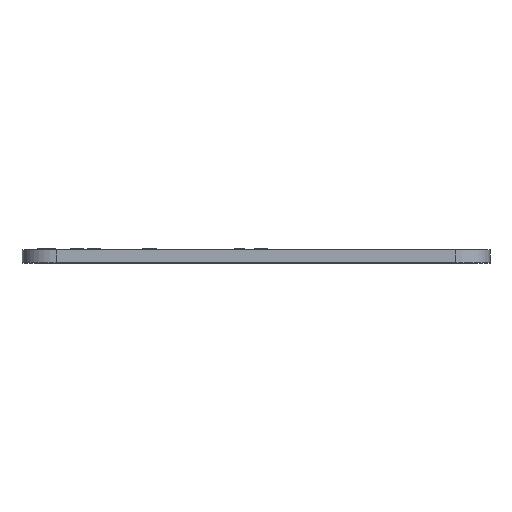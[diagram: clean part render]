
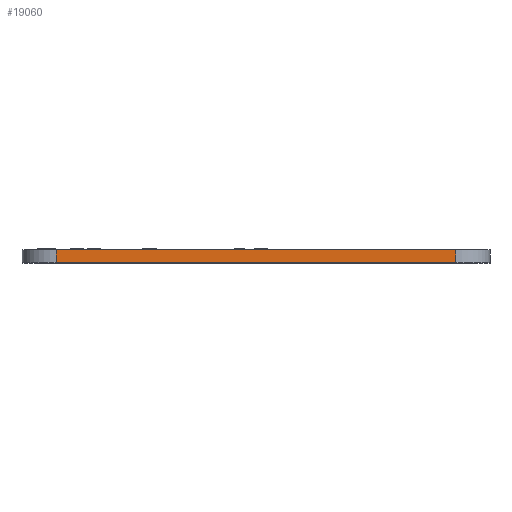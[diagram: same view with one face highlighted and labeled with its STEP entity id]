
A CAD part, left-side view. The second image highlights one B-rep face of the part: STEP entity #19060.
In plain terms, the highlighted planar face has unit normal (-1, 0, 0).
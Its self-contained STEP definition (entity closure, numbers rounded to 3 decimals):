
#18101 = VERTEX_POINT('',#18102);
#18102 = CARTESIAN_POINT('',(90.,-83.99,0.));
#18109 = EDGE_CURVE('',#18110,#18101,#18112,.T.);
#18110 = VERTEX_POINT('',#18111);
#18111 = CARTESIAN_POINT('',(90.,-130.62,0.));
#18112 = LINE('',#18113,#18114);
#18113 = CARTESIAN_POINT('',(90.,-130.62,0.));
#18114 = VECTOR('',#18115,1.);
#18115 = DIRECTION('',(0.,1.,0.));
#18567 = VERTEX_POINT('',#18568);
#18568 = CARTESIAN_POINT('',(90.,-83.99,1.51));
#18575 = EDGE_CURVE('',#18576,#18567,#18578,.T.);
#18576 = VERTEX_POINT('',#18577);
#18577 = CARTESIAN_POINT('',(90.,-130.62,1.51));
#18578 = LINE('',#18579,#18580);
#18579 = CARTESIAN_POINT('',(90.,-130.62,1.51));
#18580 = VECTOR('',#18581,1.);
#18581 = DIRECTION('',(0.,1.,0.));
#19030 = EDGE_CURVE('',#18101,#18567,#19031,.T.);
#19031 = LINE('',#19032,#19033);
#19032 = CARTESIAN_POINT('',(90.,-83.99,0.));
#19033 = VECTOR('',#19034,1.);
#19034 = DIRECTION('',(0.,0.,1.));
#19060 = ADVANCED_FACE('',(#19061),#19072,.T.);
#19061 = FACE_BOUND('',#19062,.T.);
#19062 = EDGE_LOOP('',(#19063,#19069,#19070,#19071));
#19063 = ORIENTED_EDGE('',*,*,#19064,.T.);
#19064 = EDGE_CURVE('',#18110,#18576,#19065,.T.);
#19065 = LINE('',#19066,#19067);
#19066 = CARTESIAN_POINT('',(90.,-130.62,0.));
#19067 = VECTOR('',#19068,1.);
#19068 = DIRECTION('',(0.,0.,1.));
#19069 = ORIENTED_EDGE('',*,*,#18575,.T.);
#19070 = ORIENTED_EDGE('',*,*,#19030,.F.);
#19071 = ORIENTED_EDGE('',*,*,#18109,.F.);
#19072 = PLANE('',#19073);
#19073 = AXIS2_PLACEMENT_3D('',#19074,#19075,#19076);
#19074 = CARTESIAN_POINT('',(90.,-130.62,0.));
#19075 = DIRECTION('',(-1.,0.,0.));
#19076 = DIRECTION('',(0.,1.,0.));
